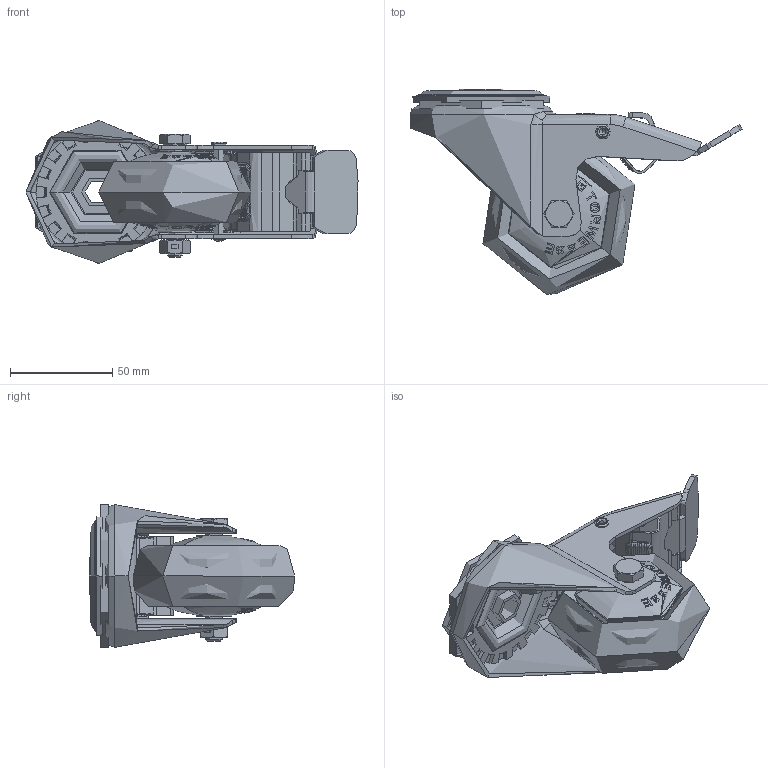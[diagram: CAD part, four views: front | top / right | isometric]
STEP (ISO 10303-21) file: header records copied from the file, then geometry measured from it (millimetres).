
FILE_DESCRIPTION (( 'STEP AP214' ), '1' );
FILE_NAME ('0055748.step', '2023-12-06T10:37:45', ( '' ), ( '' ), 'SwSTEP 2.0', 'SolidWorks 2020', '' );
FILE_SCHEMA (( 'AUTOMOTIVE_DESIGN' ));
Length unit declared in the file: millimetre
Products named in the file (1): 0055748
Bounding box: 162.71 x 100.55 x 70 mm (x, y, z)
Volume: 186539 mm3; surface area: 122827.8 mm2
Topology: 13 solids, 15 shells, 1555 faces, 3981 edges, 2478 vertices
Faces by surface type: bspline 482, plane 394, cylinder 364, torus 207, cone 104, sphere 4
Entity records: 87840 total; most frequent: CARTESIAN_POINT 36256, ORIENTED_EDGE 7922, DIRECTION 6097, EDGE_CURVE 3961, VERTEX_POINT 2478, AXIS2_PLACEMENT_3D 2394, EDGE_LOOP 1641, UNCERTAINTY_MEASURE_WITH_UNIT 1570
